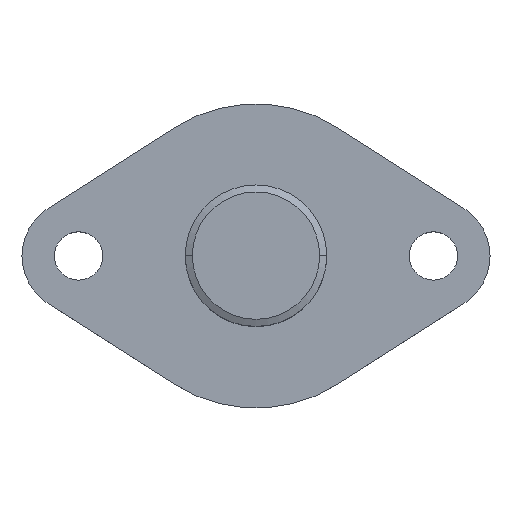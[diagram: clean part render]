
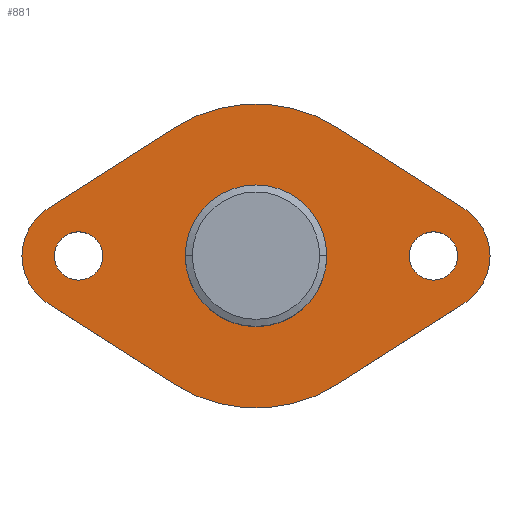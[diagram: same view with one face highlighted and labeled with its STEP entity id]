
A CAD part, top view. The second image highlights one B-rep face of the part: STEP entity #881.
In plain terms, the highlighted planar face has unit normal (0, 0, 1).
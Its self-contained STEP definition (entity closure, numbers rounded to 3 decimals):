
#12 = CARTESIAN_POINT ( 'NONE',  ( 17.1, 0., 8.334 ) ) ;
#13 = AXIS2_PLACEMENT_3D ( 'NONE', #477, #169, #885 ) ;
#23 = VERTEX_POINT ( 'NONE', #12 ) ;
#26 = VERTEX_POINT ( 'NONE', #899 ) ;
#27 = VERTEX_POINT ( 'NONE', #352 ) ;
#33 = CIRCLE ( 'NONE', #953, 4.8 ) ;
#34 = VERTEX_POINT ( 'NONE', #650 ) ;
#37 = ORIENTED_EDGE ( 'NONE', *, *, #190, .T. ) ;
#38 = DIRECTION ( 'NONE',  ( -0.843, -0.538, 0. ) ) ;
#53 = CARTESIAN_POINT ( 'NONE',  ( 6.943, -10.872, 8.334 ) ) ;
#58 = LINE ( 'NONE', #750, #969 ) ;
#64 = DIRECTION ( 'NONE',  ( 0., 0., -1. ) ) ;
#70 = CARTESIAN_POINT ( 'NONE',  ( -17.1, 0., 8.334 ) ) ;
#73 = CIRCLE ( 'NONE', #119, 2.05 ) ;
#76 = DIRECTION ( 'NONE',  ( 0., 0., 1. ) ) ;
#77 = ORIENTED_EDGE ( 'NONE', *, *, #489, .T. ) ;
#93 = CARTESIAN_POINT ( 'NONE',  ( 17.633, 4.046, 8.334 ) ) ;
#101 = EDGE_LOOP ( 'NONE', ( #37, #709, #218, #363, #117, #698, #289, #459, #77 ) ) ;
#103 = DIRECTION ( 'NONE',  ( 0., 0., 1. ) ) ;
#111 = CIRCLE ( 'NONE', #753, 2.05 ) ;
#116 = VERTEX_POINT ( 'NONE', #210 ) ;
#117 = ORIENTED_EDGE ( 'NONE', *, *, #277, .T. ) ;
#119 = AXIS2_PLACEMENT_3D ( 'NONE', #133, #690, #1026 ) ;
#133 = CARTESIAN_POINT ( 'NONE',  ( 15.05, 0., 8.334 ) ) ;
#138 = AXIS2_PLACEMENT_3D ( 'NONE', #311, #64, #1043 ) ;
#140 = EDGE_LOOP ( 'NONE', ( #343, #416 ) ) ;
#145 = CARTESIAN_POINT ( 'NONE',  ( 0., 0., 8.334 ) ) ;
#148 = CIRCLE ( 'NONE', #13, 4.8 ) ;
#152 = ORIENTED_EDGE ( 'NONE', *, *, #322, .F. ) ;
#169 = DIRECTION ( 'NONE',  ( 0., 0., 1. ) ) ;
#170 = AXIS2_PLACEMENT_3D ( 'NONE', #542, #955, #545 ) ;
#190 = EDGE_CURVE ( 'NONE', #26, #243, #932, .T. ) ;
#193 = CARTESIAN_POINT ( 'NONE',  ( 0., 0., 8.334 ) ) ;
#199 = AXIS2_PLACEMENT_3D ( 'NONE', #472, #1053, #705 ) ;
#210 = CARTESIAN_POINT ( 'NONE',  ( 17.633, -4.046, 8.334 ) ) ;
#218 = ORIENTED_EDGE ( 'NONE', *, *, #453, .T. ) ;
#237 = FACE_BOUND ( 'NONE', #140, .T. ) ;
#239 = CIRCLE ( 'NONE', #199, 4.8 ) ;
#243 = VERTEX_POINT ( 'NONE', #940 ) ;
#250 = EDGE_LOOP ( 'NONE', ( #483, #294 ) ) ;
#261 = CARTESIAN_POINT ( 'NONE',  ( -13., 0., 8.334 ) ) ;
#264 = EDGE_CURVE ( 'NONE', #23, #552, #73, .T. ) ;
#269 = VERTEX_POINT ( 'NONE', #1021 ) ;
#277 = EDGE_CURVE ( 'NONE', #1028, #727, #467, .T. ) ;
#283 = EDGE_CURVE ( 'NONE', #727, #27, #444, .T. ) ;
#287 = ORIENTED_EDGE ( 'NONE', *, *, #264, .F. ) ;
#289 = ORIENTED_EDGE ( 'NONE', *, *, #802, .T. ) ;
#294 = ORIENTED_EDGE ( 'NONE', *, *, #883, .T. ) ;
#302 = EDGE_CURVE ( 'NONE', #611, #963, #706, .T. ) ;
#311 = CARTESIAN_POINT ( 'NONE',  ( 0., 0., 8.334 ) ) ;
#313 = CARTESIAN_POINT ( 'NONE',  ( -17.633, 4.046, 8.334 ) ) ;
#322 = EDGE_CURVE ( 'NONE', #552, #23, #904, .T. ) ;
#332 = EDGE_CURVE ( 'NONE', #34, #1028, #239, .T. ) ;
#343 = ORIENTED_EDGE ( 'NONE', *, *, #503, .F. ) ;
#345 = AXIS2_PLACEMENT_3D ( 'NONE', #617, #551, #954 ) ;
#349 = CIRCLE ( 'NONE', #918, 5.6 ) ;
#352 = CARTESIAN_POINT ( 'NONE',  ( 6.943, -10.872, 8.334 ) ) ;
#355 = DIRECTION ( 'NONE',  ( 1., 0., 0. ) ) ;
#356 = DIRECTION ( 'NONE',  ( 1., 0., 0. ) ) ;
#359 = VERTEX_POINT ( 'NONE', #313 ) ;
#363 = ORIENTED_EDGE ( 'NONE', *, *, #332, .T. ) ;
#392 = DIRECTION ( 'NONE',  ( 0.843, -0.538, 0. ) ) ;
#398 = CARTESIAN_POINT ( 'NONE',  ( 0., 0., 8.334 ) ) ;
#402 = CARTESIAN_POINT ( 'NONE',  ( 15.05, 0., 8.334 ) ) ;
#416 = ORIENTED_EDGE ( 'NONE', *, *, #302, .F. ) ;
#417 = VECTOR ( 'NONE', #767, 1000. ) ;
#422 = DIRECTION ( 'NONE',  ( -0.843, 0.538, 0. ) ) ;
#438 = EDGE_CURVE ( 'NONE', #116, #947, #33, .T. ) ;
#444 = CIRCLE ( 'NONE', #535, 12.9 ) ;
#453 = EDGE_CURVE ( 'NONE', #359, #34, #148, .T. ) ;
#459 = ORIENTED_EDGE ( 'NONE', *, *, #438, .T. ) ;
#466 = EDGE_LOOP ( 'NONE', ( #287, #152 ) ) ;
#467 = LINE ( 'NONE', #532, #928 ) ;
#471 = CARTESIAN_POINT ( 'NONE',  ( -17.633, -4.046, 8.334 ) ) ;
#472 = CARTESIAN_POINT ( 'NONE',  ( -15.05, 0., 8.334 ) ) ;
#477 = CARTESIAN_POINT ( 'NONE',  ( -15.05, 0., 8.334 ) ) ;
#482 = DIRECTION ( 'NONE',  ( 0., 0., 1. ) ) ;
#483 = ORIENTED_EDGE ( 'NONE', *, *, #689, .T. ) ;
#489 = EDGE_CURVE ( 'NONE', #947, #26, #58, .T. ) ;
#503 = EDGE_CURVE ( 'NONE', #963, #611, #111, .T. ) ;
#512 = DIRECTION ( 'NONE',  ( 0., 0., 1. ) ) ;
#523 = FACE_OUTER_BOUND ( 'NONE', #101, .T. ) ;
#532 = CARTESIAN_POINT ( 'NONE',  ( -17.633, -4.046, 8.334 ) ) ;
#535 = AXIS2_PLACEMENT_3D ( 'NONE', #398, #76, #786 ) ;
#542 = CARTESIAN_POINT ( 'NONE',  ( 15.05, 0., 8.334 ) ) ;
#545 = DIRECTION ( 'NONE',  ( 1., 0., 0. ) ) ;
#551 = DIRECTION ( 'NONE',  ( 0., 0., 1. ) ) ;
#552 = VERTEX_POINT ( 'NONE', #742 ) ;
#556 = LINE ( 'NONE', #841, #879 ) ;
#583 = CARTESIAN_POINT ( 'NONE',  ( -15.05, 0., 8.334 ) ) ;
#592 = CARTESIAN_POINT ( 'NONE',  ( -5.6, 0., 8.334 ) ) ;
#611 = VERTEX_POINT ( 'NONE', #70 ) ;
#617 = CARTESIAN_POINT ( 'NONE',  ( -15.05, 0., 8.334 ) ) ;
#636 = DIRECTION ( 'NONE',  ( -1., 0., 0. ) ) ;
#650 = CARTESIAN_POINT ( 'NONE',  ( -19.85, 0., 8.334 ) ) ;
#662 = EDGE_CURVE ( 'NONE', #243, #359, #556, .T. ) ;
#675 = CARTESIAN_POINT ( 'NONE',  ( -6.943, -10.872, 8.334 ) ) ;
#689 = EDGE_CURVE ( 'NONE', #700, #269, #349, .T. ) ;
#690 = DIRECTION ( 'NONE',  ( 0., 0., 1. ) ) ;
#691 = LINE ( 'NONE', #53, #417 ) ;
#693 = DIRECTION ( 'NONE',  ( 0., 0., -1. ) ) ;
#698 = ORIENTED_EDGE ( 'NONE', *, *, #283, .T. ) ;
#700 = VERTEX_POINT ( 'NONE', #592 ) ;
#705 = DIRECTION ( 'NONE',  ( -1., 0., 0. ) ) ;
#706 = CIRCLE ( 'NONE', #345, 2.05 ) ;
#709 = ORIENTED_EDGE ( 'NONE', *, *, #662, .T. ) ;
#727 = VERTEX_POINT ( 'NONE', #675 ) ;
#742 = CARTESIAN_POINT ( 'NONE',  ( 13., 0., 8.334 ) ) ;
#750 = CARTESIAN_POINT ( 'NONE',  ( 17.633, 4.046, 8.334 ) ) ;
#753 = AXIS2_PLACEMENT_3D ( 'NONE', #583, #103, #355 ) ;
#756 = CIRCLE ( 'NONE', #138, 5.6 ) ;
#767 = DIRECTION ( 'NONE',  ( 0.843, 0.538, 0. ) ) ;
#769 = CARTESIAN_POINT ( 'NONE',  ( 0., 0., 8.334 ) ) ;
#786 = DIRECTION ( 'NONE',  ( -1., 0., 0. ) ) ;
#802 = EDGE_CURVE ( 'NONE', #27, #116, #691, .T. ) ;
#823 = FACE_BOUND ( 'NONE', #250, .T. ) ;
#827 = AXIS2_PLACEMENT_3D ( 'NONE', #145, #693, #857 ) ;
#832 = FACE_BOUND ( 'NONE', #466, .T. ) ;
#835 = DIRECTION ( 'NONE',  ( 0., 0., -1. ) ) ;
#841 = CARTESIAN_POINT ( 'NONE',  ( -17.633, 4.046, 8.334 ) ) ;
#857 = DIRECTION ( 'NONE',  ( -1., 0., 0. ) ) ;
#879 = VECTOR ( 'NONE', #38, 1000. ) ;
#881 = ADVANCED_FACE ( 'NONE', ( #823, #832, #237, #523 ), #956, .F. ) ;
#883 = EDGE_CURVE ( 'NONE', #269, #700, #756, .T. ) ;
#885 = DIRECTION ( 'NONE',  ( -1., 0., 0. ) ) ;
#899 = CARTESIAN_POINT ( 'NONE',  ( 6.943, 10.872, 8.334 ) ) ;
#904 = CIRCLE ( 'NONE', #170, 2.05 ) ;
#917 = DIRECTION ( 'NONE',  ( -1., 0., 0. ) ) ;
#918 = AXIS2_PLACEMENT_3D ( 'NONE', #193, #835, #356 ) ;
#928 = VECTOR ( 'NONE', #392, 1000. ) ;
#932 = CIRCLE ( 'NONE', #1024, 12.9 ) ;
#940 = CARTESIAN_POINT ( 'NONE',  ( -6.943, 10.872, 8.334 ) ) ;
#947 = VERTEX_POINT ( 'NONE', #93 ) ;
#953 = AXIS2_PLACEMENT_3D ( 'NONE', #402, #482, #636 ) ;
#954 = DIRECTION ( 'NONE',  ( 1., 0., 0. ) ) ;
#955 = DIRECTION ( 'NONE',  ( 0., 0., 1. ) ) ;
#956 = PLANE ( 'NONE',  #827 ) ;
#963 = VERTEX_POINT ( 'NONE', #261 ) ;
#969 = VECTOR ( 'NONE', #422, 1000. ) ;
#1021 = CARTESIAN_POINT ( 'NONE',  ( 5.6, 0., 8.334 ) ) ;
#1024 = AXIS2_PLACEMENT_3D ( 'NONE', #769, #512, #917 ) ;
#1026 = DIRECTION ( 'NONE',  ( 1., 0., 0. ) ) ;
#1028 = VERTEX_POINT ( 'NONE', #471 ) ;
#1043 = DIRECTION ( 'NONE',  ( 1., 0., 0. ) ) ;
#1053 = DIRECTION ( 'NONE',  ( 0., 0., 1. ) ) ;
